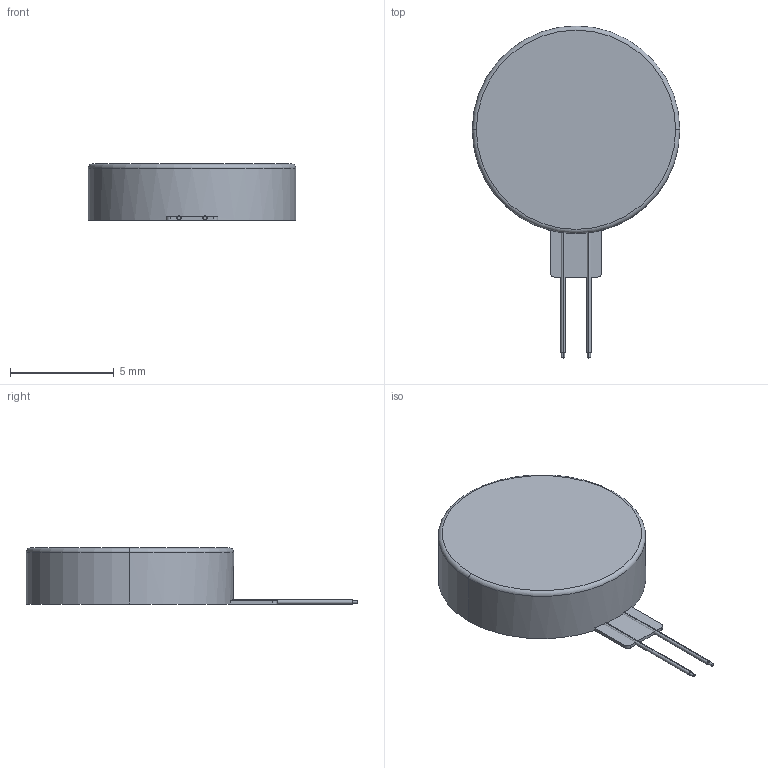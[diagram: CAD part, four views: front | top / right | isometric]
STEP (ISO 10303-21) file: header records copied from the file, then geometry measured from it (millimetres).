
FILE_DESCRIPTION (( 'STEP AP214' ), '1' );
FILE_NAME ('310-103 Precision Microdrive Haptic Motor.STEP', '2018-09-21T18:57:03', ( 'AdminSetup' ), ( '' ), 'SwSTEP 2.0', 'SolidWorks 2014', '' );
FILE_SCHEMA (( 'AUTOMOTIVE_DESIGN' ));
Length unit declared in the file: millimetre
Products named in the file (1): 310-103 Precision Microdrive Haptic Motor
Bounding box: 10 x 15.99 x 2.7 mm (x, y, z)
Volume: 213 mm3; surface area: 258.3 mm2
Topology: 3 solids, 3 shells, 26 faces, 52 edges, 34 vertices
Faces by surface type: cylinder 12, plane 12, torus 2
Entity records: 940 total; most frequent: DIRECTION 136, CARTESIAN_POINT 113, ORIENTED_EDGE 104, AXIS2_PLACEMENT_3D 57, EDGE_CURVE 52, VERTEX_POINT 34, CIRCLE 30, EDGE_LOOP 28
